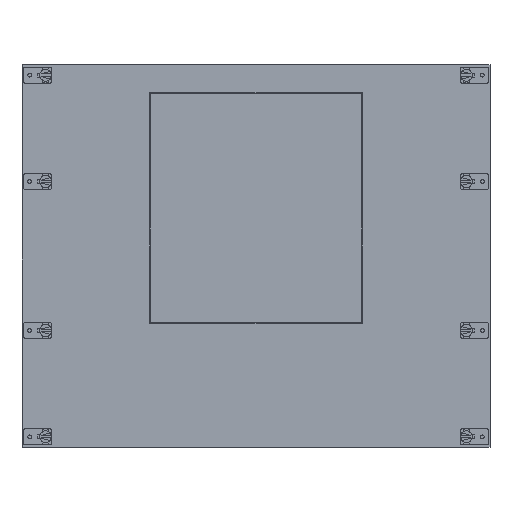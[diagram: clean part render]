
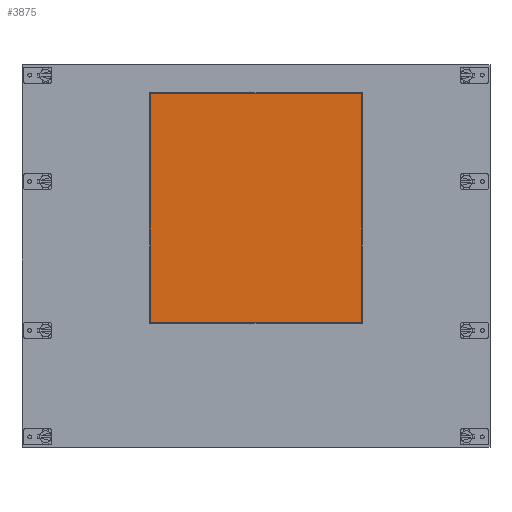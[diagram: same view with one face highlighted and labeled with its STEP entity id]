
A CAD part, top view. The second image highlights one B-rep face of the part: STEP entity #3875.
In plain terms, the highlighted planar face has unit normal (0, 0, 1).
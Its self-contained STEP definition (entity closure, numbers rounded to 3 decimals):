
#3760=DIRECTION('',(0.,-1.,0.));
#3761=VECTOR('',#3760,268.75);
#3762=CARTESIAN_POINT('',(-124.,27.9,1.));
#3763=LINE('',#3762,#3761);
#3767=DIRECTION('',(-1.,0.,0.));
#3768=VECTOR('',#3767,248.);
#3769=CARTESIAN_POINT('',(124.,27.9,1.));
#3770=LINE('',#3769,#3768);
#3774=DIRECTION('',(0.,1.,0.));
#3775=VECTOR('',#3774,268.75);
#3776=CARTESIAN_POINT('',(124.,-240.85,1.));
#3777=LINE('',#3776,#3775);
#3781=DIRECTION('',(1.,0.,0.));
#3782=VECTOR('',#3781,248.);
#3783=CARTESIAN_POINT('',(-124.,-240.85,1.));
#3784=LINE('',#3783,#3782);
#3844=CARTESIAN_POINT('',(-124.,27.9,1.));
#3845=CARTESIAN_POINT('',(-124.,-240.85,1.));
#3846=VERTEX_POINT('',#3844);
#3847=VERTEX_POINT('',#3845);
#3848=CARTESIAN_POINT('',(124.,-240.85,1.));
#3849=VERTEX_POINT('',#3848);
#3850=CARTESIAN_POINT('',(124.,27.9,1.));
#3851=VERTEX_POINT('',#3850);
#3860=CARTESIAN_POINT('',(0.,0.,1.));
#3861=DIRECTION('',(0.,0.,1.));
#3862=DIRECTION('',(1.,0.,0.));
#3863=AXIS2_PLACEMENT_3D('',#3860,#3861,#3862);
#3864=PLANE('',#3863);
#3866=ORIENTED_EDGE('',*,*,#3865,.F.);
#3868=ORIENTED_EDGE('',*,*,#3867,.F.);
#3870=ORIENTED_EDGE('',*,*,#3869,.F.);
#3872=ORIENTED_EDGE('',*,*,#3871,.F.);
#3873=EDGE_LOOP('',(#3866,#3868,#3870,#3872));
#3874=FACE_OUTER_BOUND('',#3873,.F.);
#3865=EDGE_CURVE('',#3846,#3847,#3763,.T.);
#3867=EDGE_CURVE('',#3851,#3846,#3770,.T.);
#3869=EDGE_CURVE('',#3849,#3851,#3777,.T.);
#3871=EDGE_CURVE('',#3847,#3849,#3784,.T.);
#3875=ADVANCED_FACE('',(#3874),#3864,.T.);
